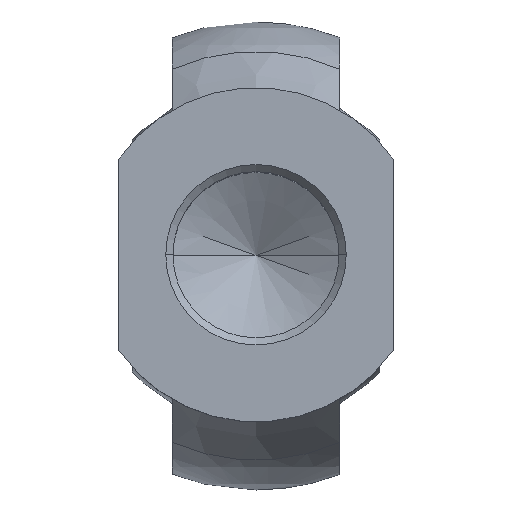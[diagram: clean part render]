
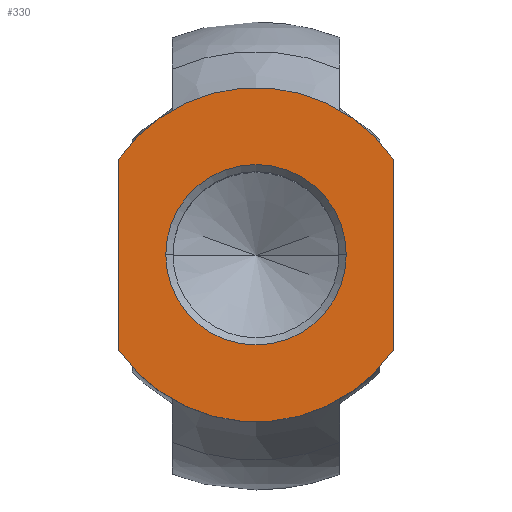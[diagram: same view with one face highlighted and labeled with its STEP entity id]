
A CAD part, top view. The second image highlights one B-rep face of the part: STEP entity #330.
In plain terms, the highlighted planar face has unit normal (0, 0, 1).
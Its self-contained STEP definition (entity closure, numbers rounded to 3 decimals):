
#17 = FACE_OUTER_BOUND ( 'NONE', #693, .T. ) ;
#35 = LINE ( 'NONE', #70, #56 ) ;
#56 = VECTOR ( 'NONE', #850, 1000. ) ;
#59 = VERTEX_POINT ( 'NONE', #714 ) ;
#60 = DIRECTION ( 'NONE',  ( 0., 0., -1. ) ) ;
#70 = CARTESIAN_POINT ( 'NONE',  ( 20.5, 14.309, 0. ) ) ;
#92 = DIRECTION ( 'NONE',  ( -1., 0., 0. ) ) ;
#119 = AXIS2_PLACEMENT_3D ( 'NONE', #454, #60, #1008 ) ;
#123 = EDGE_CURVE ( 'NONE', #59, #558, #407, .T. ) ;
#127 = VERTEX_POINT ( 'NONE', #418 ) ;
#227 = CARTESIAN_POINT ( 'NONE',  ( -20.5, 14.309, 0. ) ) ;
#229 = DIRECTION ( 'NONE',  ( -1., 0., 0. ) ) ;
#230 = DIRECTION ( 'NONE',  ( 0., 0., 1. ) ) ;
#235 = AXIS2_PLACEMENT_3D ( 'NONE', #351, #344, #92 ) ;
#257 = VERTEX_POINT ( 'NONE', #823 ) ;
#270 = ORIENTED_EDGE ( 'NONE', *, *, #727, .T. ) ;
#311 = DIRECTION ( 'NONE',  ( 0., -1., 0. ) ) ;
#330 = ADVANCED_FACE ( 'NONE', ( #17, #882 ), #829, .F. ) ;
#344 = DIRECTION ( 'NONE',  ( 0., 0., 1. ) ) ;
#351 = CARTESIAN_POINT ( 'NONE',  ( 0., 0., 0. ) ) ;
#359 = ORIENTED_EDGE ( 'NONE', *, *, #123, .F. ) ;
#363 = EDGE_CURVE ( 'NONE', #558, #59, #572, .T. ) ;
#371 = ORIENTED_EDGE ( 'NONE', *, *, #498, .T. ) ;
#407 = CIRCLE ( 'NONE', #235, 13.5 ) ;
#418 = CARTESIAN_POINT ( 'NONE',  ( 20.5, 14.309, 0. ) ) ;
#423 = ORIENTED_EDGE ( 'NONE', *, *, #779, .F. ) ;
#445 = ORIENTED_EDGE ( 'NONE', *, *, #733, .T. ) ;
#454 = CARTESIAN_POINT ( 'NONE',  ( 25., 0., 0. ) ) ;
#476 = CARTESIAN_POINT ( 'NONE',  ( 0., 0., 0. ) ) ;
#498 = EDGE_CURVE ( 'NONE', #127, #817, #933, .T. ) ;
#550 = DIRECTION ( 'NONE',  ( 0., 0., 1. ) ) ;
#551 = LINE ( 'NONE', #227, #942 ) ;
#558 = VERTEX_POINT ( 'NONE', #865 ) ;
#572 = CIRCLE ( 'NONE', #908, 13.5 ) ;
#586 = CIRCLE ( 'NONE', #1000, 25. ) ;
#610 = DIRECTION ( 'NONE',  ( 1., 0., 0. ) ) ;
#615 = EDGE_LOOP ( 'NONE', ( #359, #739 ) ) ;
#636 = VERTEX_POINT ( 'NONE', #754 ) ;
#693 = EDGE_LOOP ( 'NONE', ( #270, #445, #423, #371 ) ) ;
#714 = CARTESIAN_POINT ( 'NONE',  ( 13.5, 0., 0. ) ) ;
#727 = EDGE_CURVE ( 'NONE', #817, #636, #551, .T. ) ;
#733 = EDGE_CURVE ( 'NONE', #636, #257, #586, .T. ) ;
#739 = ORIENTED_EDGE ( 'NONE', *, *, #363, .F. ) ;
#754 = CARTESIAN_POINT ( 'NONE',  ( -20.5, -14.309, 0. ) ) ;
#779 = EDGE_CURVE ( 'NONE', #127, #257, #35, .T. ) ;
#789 = AXIS2_PLACEMENT_3D ( 'NONE', #869, #550, #948 ) ;
#790 = CARTESIAN_POINT ( 'NONE',  ( -20.5, 14.309, 0. ) ) ;
#817 = VERTEX_POINT ( 'NONE', #790 ) ;
#823 = CARTESIAN_POINT ( 'NONE',  ( 20.5, -14.309, 0. ) ) ;
#829 = PLANE ( 'NONE',  #119 ) ;
#850 = DIRECTION ( 'NONE',  ( 0., -1., 0. ) ) ;
#852 = DIRECTION ( 'NONE',  ( 0., 0., 1. ) ) ;
#865 = CARTESIAN_POINT ( 'NONE',  ( -13.5, 0., 0. ) ) ;
#869 = CARTESIAN_POINT ( 'NONE',  ( 0., 0., 0. ) ) ;
#882 = FACE_BOUND ( 'NONE', #615, .T. ) ;
#908 = AXIS2_PLACEMENT_3D ( 'NONE', #476, #852, #229 ) ;
#933 = CIRCLE ( 'NONE', #789, 25. ) ;
#942 = VECTOR ( 'NONE', #311, 1000. ) ;
#948 = DIRECTION ( 'NONE',  ( 1., 0., 0. ) ) ;
#999 = CARTESIAN_POINT ( 'NONE',  ( 0., 0., 0. ) ) ;
#1000 = AXIS2_PLACEMENT_3D ( 'NONE', #999, #230, #610 ) ;
#1008 = DIRECTION ( 'NONE',  ( 0., -1., 0. ) ) ;
